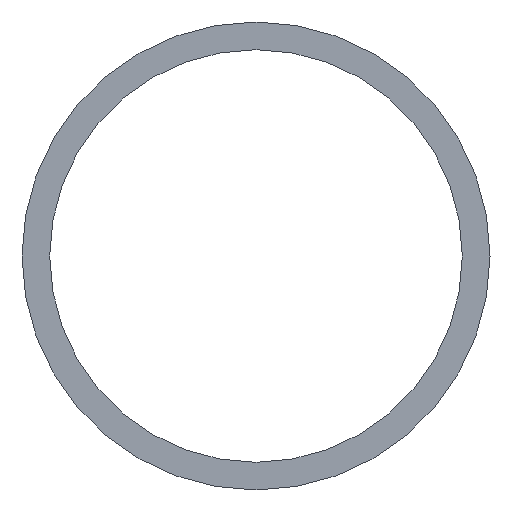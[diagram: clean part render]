
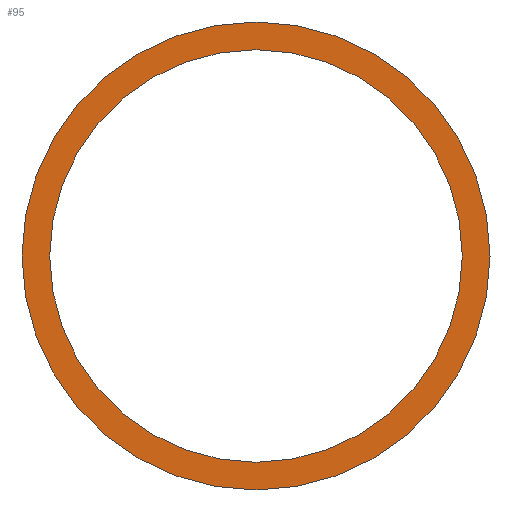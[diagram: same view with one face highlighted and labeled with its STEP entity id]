
A CAD part, left-side view. The second image highlights one B-rep face of the part: STEP entity #95.
In plain terms, the highlighted planar face has unit normal (-1, 0, 0).
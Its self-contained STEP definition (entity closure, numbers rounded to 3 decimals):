
#53 = VERTEX_POINT( '', #123 );
#55 = EDGE_CURVE( '', #57, #53, #125, .T. );
#57 = VERTEX_POINT( '', #127 );
#79 = EDGE_CURVE( '', #103, #91, #152, .T. );
#83 = EDGE_CURVE( '', #53, #57, #156, .T. );
#91 = VERTEX_POINT( '', #166 );
#95 = ADVANCED_FACE( '', ( #171, #172 ), #173, .F. );
#99 = EDGE_CURVE( '', #91, #103, #177, .T. );
#103 = VERTEX_POINT( '', #181 );
#123 = CARTESIAN_POINT( '', ( 0., 0., -125. ) );
#125 = CIRCLE( '', #196, 125. );
#127 = CARTESIAN_POINT( '', ( 0., 0., 125. ) );
#152 = CIRCLE( '', #231, 110.2 );
#156 = CIRCLE( '', #235, 125. );
#166 = CARTESIAN_POINT( '', ( 0., 0., 110.2 ) );
#171 = FACE_OUTER_BOUND( '', #251, .T. );
#172 = FACE_BOUND( '', #252, .T. );
#173 = PLANE( '', #253 );
#177 = CIRCLE( '', #258, 110.2 );
#181 = CARTESIAN_POINT( '', ( 0., 0., -110.2 ) );
#196 = AXIS2_PLACEMENT_3D( '', #267, #268, #269 );
#231 = AXIS2_PLACEMENT_3D( '', #305, #306, #307 );
#235 = AXIS2_PLACEMENT_3D( '', #309, #310, #311 );
#251 = EDGE_LOOP( '', ( #332, #333 ) );
#252 = EDGE_LOOP( '', ( #334, #335 ) );
#253 = AXIS2_PLACEMENT_3D( '', #336, #337, #338 );
#258 = AXIS2_PLACEMENT_3D( '', #339, #340, #341 );
#267 = CARTESIAN_POINT( '', ( 0., 0., 0. ) );
#268 = DIRECTION( '', ( 1., 0., 0. ) );
#269 = DIRECTION( '', ( 0., 0., -1. ) );
#305 = CARTESIAN_POINT( '', ( 0., 0., 0. ) );
#306 = DIRECTION( '', ( 1., 0., 0. ) );
#307 = DIRECTION( '', ( 0., 0., -1. ) );
#309 = CARTESIAN_POINT( '', ( 0., 0., 0. ) );
#310 = DIRECTION( '', ( 1., 0., 0. ) );
#311 = DIRECTION( '', ( 0., 0., -1. ) );
#332 = ORIENTED_EDGE( '', *, *, #83, .F. );
#333 = ORIENTED_EDGE( '', *, *, #55, .F. );
#334 = ORIENTED_EDGE( '', *, *, #79, .T. );
#335 = ORIENTED_EDGE( '', *, *, #99, .T. );
#336 = CARTESIAN_POINT( '', ( 0., 0., 0. ) );
#337 = DIRECTION( '', ( 1., 0., 0. ) );
#338 = DIRECTION( '', ( 0., 0., -1. ) );
#339 = CARTESIAN_POINT( '', ( 0., 0., 0. ) );
#340 = DIRECTION( '', ( 1., 0., 0. ) );
#341 = DIRECTION( '', ( 0., 0., -1. ) );
